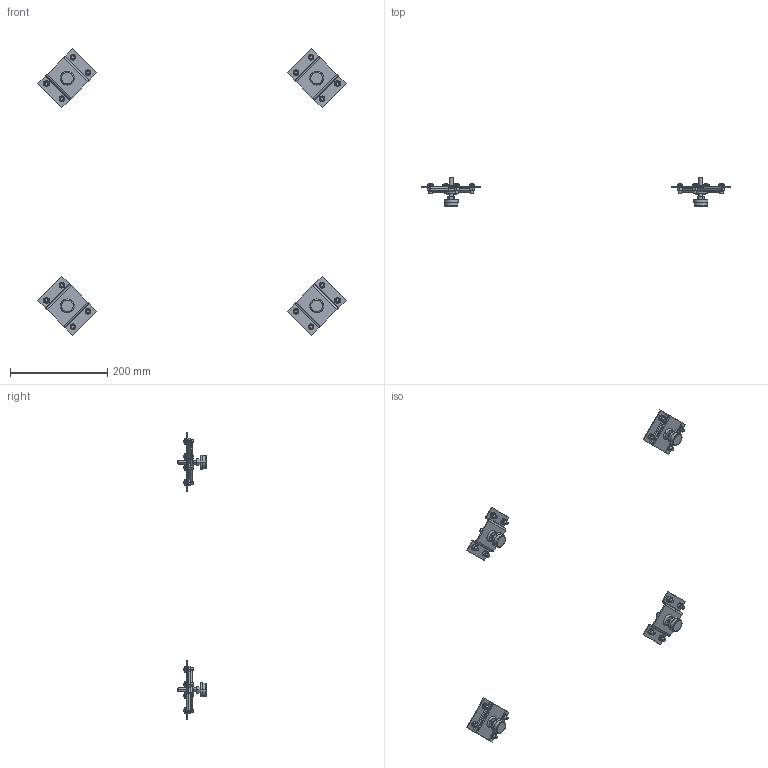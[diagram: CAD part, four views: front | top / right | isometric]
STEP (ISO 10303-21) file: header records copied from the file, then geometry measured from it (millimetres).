
FILE_DESCRIPTION((''),'2;1');
FILE_NAME('399661_2624_ASM','2005-03-04T',('taldrich'),('CRENLO, LLC'),'PRO/ENGINEER BY PARAMETRIC TECHNOLOGY CORPORATION, 2004360','PRO/ENGINEER BY PARAMETRIC TECHNOLOGY CORPORATION, 2004360','');
FILE_SCHEMA(('AUTOMOTIVE_DESIGN_CC2 { 1 2 10303 214 -1 1 5 2 }'));
Length unit declared in the file: inch
Products named in the file (8): 395411; 945091; 391244_ASM; 395410_ASM; 945065; 946090; 945027; 399661_2624_ASM
Assembly tree (43 placements, depth 4):
  399661_2624_ASM
    395410_ASM  x4
      391244_ASM
        395411
        945091
    945065  x4
    946090  x16
    945027  x16
Bounding box: 634.07 x 58.72 x 589.62 mm (x, y, z)
Volume: 130706.1 mm3; surface area: 106346.7 mm2
Topology: 44 solids, 44 shells, 2880 faces, 7120 edges, 4040 vertices
Faces by surface type: plane 1456, cylinder 784, bspline 320, cone 208, torus 80, sphere 32
Entity records: 8351 total; most frequent: CARTESIAN_POINT 1886, DIRECTION 1248, ORIENTED_EDGE 1108, EDGE_CURVE 554, AXIS2_PLACEMENT_3D 484, VERTEX_POINT 348, VECTOR 280, LINE 280
